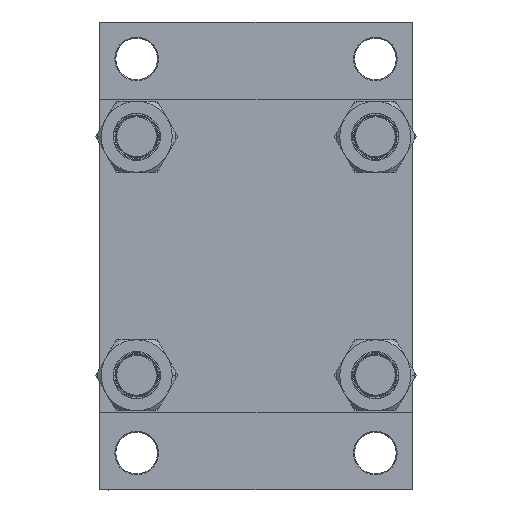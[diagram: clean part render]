
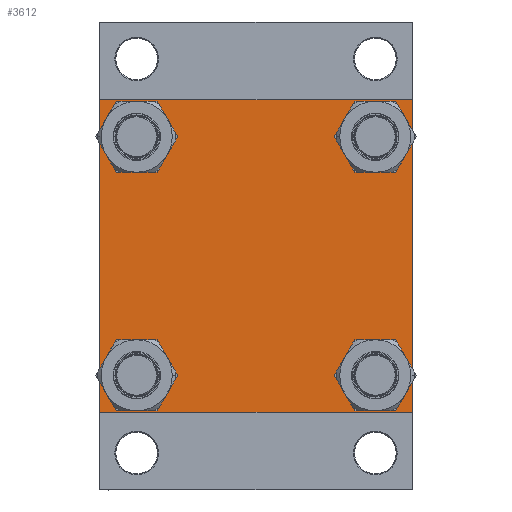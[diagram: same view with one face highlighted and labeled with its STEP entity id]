
A CAD part, left-side view. The second image highlights one B-rep face of the part: STEP entity #3612.
In plain terms, the highlighted planar face has unit normal (-1, 0, 0).
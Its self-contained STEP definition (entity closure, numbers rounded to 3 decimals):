
#90 = CARTESIAN_POINT ( 'NONE',  ( 0., 62.95, -62.95 ) ) ;
#219 = VECTOR ( 'NONE', #2204, 1000. ) ;
#275 = VERTEX_POINT ( 'NONE', #4383 ) ;
#961 = CARTESIAN_POINT ( 'NONE',  ( 0., 82.25, 82.25 ) ) ;
#1444 = EDGE_CURVE ( 'NONE', #5774, #5303, #5167, .T. ) ;
#2169 = CIRCLE ( 'NONE', #42262, 11.5 ) ;
#2204 = DIRECTION ( 'NONE',  ( 0., 0.707, 0.707 ) ) ;
#2477 = CARTESIAN_POINT ( 'NONE',  ( 0., -62.95, 51.45 ) ) ;
#2872 = CIRCLE ( 'NONE', #38323, 11.5 ) ;
#2912 = DIRECTION ( 'NONE',  ( 0., 0., 1. ) ) ;
#3232 = DIRECTION ( 'NONE',  ( -1., 0., 0. ) ) ;
#3332 = AXIS2_PLACEMENT_3D ( 'NONE', #12358, #20306, #20072 ) ;
#3612 = ADVANCED_FACE ( 'NONE', ( #10220, #40613, #24934, #43523, #7561 ), #39670, .T. ) ;
#3789 = CARTESIAN_POINT ( 'NONE',  ( 0., -62.95, 74.45 ) ) ;
#4065 = EDGE_CURVE ( 'NONE', #7805, #275, #2169, .T. ) ;
#4383 = CARTESIAN_POINT ( 'NONE',  ( 0., -62.95, -51.45 ) ) ;
#4839 = VECTOR ( 'NONE', #24387, 1000. ) ;
#4851 = ORIENTED_EDGE ( 'NONE', *, *, #19511, .T. ) ;
#4871 = CARTESIAN_POINT ( 'NONE',  ( 0., -82.25, 82.25 ) ) ;
#4879 = CIRCLE ( 'NONE', #3332, 11.5 ) ;
#5066 = CARTESIAN_POINT ( 'NONE',  ( 0., 62.95, 51.45 ) ) ;
#5167 = CIRCLE ( 'NONE', #39815, 11.5 ) ;
#5178 = LINE ( 'NONE', #36047, #44161 ) ;
#5218 = AXIS2_PLACEMENT_3D ( 'NONE', #11986, #16098, #34211 ) ;
#5303 = VERTEX_POINT ( 'NONE', #3789 ) ;
#5438 = VECTOR ( 'NONE', #33144, 1000. ) ;
#5458 = EDGE_LOOP ( 'NONE', ( #29736, #4851 ) ) ;
#5531 = DIRECTION ( 'NONE',  ( 0., 0., -1. ) ) ;
#5774 = VERTEX_POINT ( 'NONE', #2477 ) ;
#5822 = LINE ( 'NONE', #31649, #4839 ) ;
#6357 = CIRCLE ( 'NONE', #24839, 11.5 ) ;
#6459 = VERTEX_POINT ( 'NONE', #19179 ) ;
#7176 = DIRECTION ( 'NONE',  ( 1., 0., 0. ) ) ;
#7311 = CARTESIAN_POINT ( 'NONE',  ( 0., -82.5, 82.5 ) ) ;
#7561 = FACE_OUTER_BOUND ( 'NONE', #36181, .T. ) ;
#7805 = VERTEX_POINT ( 'NONE', #36471 ) ;
#7946 = DIRECTION ( 'NONE',  ( 1., 0., 0. ) ) ;
#8921 = ORIENTED_EDGE ( 'NONE', *, *, #42351, .T. ) ;
#9404 = CARTESIAN_POINT ( 'NONE',  ( 0., -62.95, -62.95 ) ) ;
#9854 = CARTESIAN_POINT ( 'NONE',  ( 0., 82.5, 82.5 ) ) ;
#9874 = EDGE_CURVE ( 'NONE', #29620, #18947, #40116, .T. ) ;
#10056 = ORIENTED_EDGE ( 'NONE', *, *, #28073, .T. ) ;
#10220 = FACE_BOUND ( 'NONE', #14099, .T. ) ;
#11986 = CARTESIAN_POINT ( 'NONE',  ( 0., -62.95, 62.95 ) ) ;
#12106 = ORIENTED_EDGE ( 'NONE', *, *, #1444, .T. ) ;
#12358 = CARTESIAN_POINT ( 'NONE',  ( 0., 62.95, 62.95 ) ) ;
#12493 = EDGE_CURVE ( 'NONE', #43989, #6459, #23851, .T. ) ;
#12620 = VECTOR ( 'NONE', #38987, 1000. ) ;
#12916 = LINE ( 'NONE', #27645, #12620 ) ;
#13025 = EDGE_CURVE ( 'NONE', #40781, #18659, #15493, .T. ) ;
#13833 = DIRECTION ( 'NONE',  ( 0., -0.707, -0.707 ) ) ;
#14099 = EDGE_LOOP ( 'NONE', ( #8921, #12106 ) ) ;
#14458 = VERTEX_POINT ( 'NONE', #28465 ) ;
#14846 = VERTEX_POINT ( 'NONE', #36551 ) ;
#15493 = LINE ( 'NONE', #7311, #5438 ) ;
#16098 = DIRECTION ( 'NONE',  ( 1., 0., 0. ) ) ;
#16164 = CARTESIAN_POINT ( 'NONE',  ( 0., 62.95, -74.45 ) ) ;
#16659 = CARTESIAN_POINT ( 'NONE',  ( 0., -82.5, 82. ) ) ;
#16915 = LINE ( 'NONE', #4871, #219 ) ;
#17270 = DIRECTION ( 'NONE',  ( 1., 0., 0. ) ) ;
#18572 = EDGE_CURVE ( 'NONE', #14846, #18659, #5822, .T. ) ;
#18659 = VERTEX_POINT ( 'NONE', #35982 ) ;
#18788 = EDGE_CURVE ( 'NONE', #35939, #19835, #6357, .T. ) ;
#18910 = EDGE_CURVE ( 'NONE', #14458, #43989, #45574, .T. ) ;
#18947 = VERTEX_POINT ( 'NONE', #21439 ) ;
#19179 = CARTESIAN_POINT ( 'NONE',  ( 0., 82.5, -82. ) ) ;
#19308 = AXIS2_PLACEMENT_3D ( 'NONE', #90, #41093, #47607 ) ;
#19511 = EDGE_CURVE ( 'NONE', #19835, #35939, #4879, .T. ) ;
#19835 = VERTEX_POINT ( 'NONE', #5066 ) ;
#20072 = DIRECTION ( 'NONE',  ( 0., 0., 1. ) ) ;
#20306 = DIRECTION ( 'NONE',  ( 1., 0., 0. ) ) ;
#20459 = ORIENTED_EDGE ( 'NONE', *, *, #35836, .T. ) ;
#20914 = CARTESIAN_POINT ( 'NONE',  ( 0., 82., -82.5 ) ) ;
#21241 = DIRECTION ( 'NONE',  ( 1., 0., 0. ) ) ;
#21439 = CARTESIAN_POINT ( 'NONE',  ( 0., 62.95, -51.45 ) ) ;
#21561 = CARTESIAN_POINT ( 'NONE',  ( 0., 0., 0. ) ) ;
#21656 = ORIENTED_EDGE ( 'NONE', *, *, #18572, .T. ) ;
#21697 = EDGE_CURVE ( 'NONE', #14458, #22684, #12916, .T. ) ;
#22684 = VERTEX_POINT ( 'NONE', #45203 ) ;
#23851 = LINE ( 'NONE', #9854, #30096 ) ;
#24387 = DIRECTION ( 'NONE',  ( 0., -0.707, 0.707 ) ) ;
#24839 = AXIS2_PLACEMENT_3D ( 'NONE', #33080, #7946, #25824 ) ;
#24934 = FACE_BOUND ( 'NONE', #35627, .T. ) ;
#25738 = ORIENTED_EDGE ( 'NONE', *, *, #4065, .T. ) ;
#25772 = AXIS2_PLACEMENT_3D ( 'NONE', #46223, #17270, #34921 ) ;
#25824 = DIRECTION ( 'NONE',  ( 0., 0., 1. ) ) ;
#26010 = CIRCLE ( 'NONE', #5218, 11.5 ) ;
#26771 = DIRECTION ( 'NONE',  ( 0., 0.707, -0.707 ) ) ;
#26857 = ORIENTED_EDGE ( 'NONE', *, *, #13025, .F. ) ;
#26928 = EDGE_LOOP ( 'NONE', ( #30382, #25738 ) ) ;
#27645 = CARTESIAN_POINT ( 'NONE',  ( 0., 82.5, 82.5 ) ) ;
#28073 = EDGE_CURVE ( 'NONE', #40781, #22684, #16915, .T. ) ;
#28465 = CARTESIAN_POINT ( 'NONE',  ( 0., 82., 82.5 ) ) ;
#28487 = CARTESIAN_POINT ( 'NONE',  ( 0., -62.95, -62.95 ) ) ;
#28881 = EDGE_CURVE ( 'NONE', #6459, #30091, #5178, .T. ) ;
#29111 = AXIS2_PLACEMENT_3D ( 'NONE', #21561, #3232, #32677 ) ;
#29149 = DIRECTION ( 'NONE',  ( 0., 0., 1. ) ) ;
#29457 = ORIENTED_EDGE ( 'NONE', *, *, #28881, .T. ) ;
#29506 = VECTOR ( 'NONE', #26771, 1000. ) ;
#29620 = VERTEX_POINT ( 'NONE', #16164 ) ;
#29736 = ORIENTED_EDGE ( 'NONE', *, *, #18788, .T. ) ;
#29809 = EDGE_CURVE ( 'NONE', #30091, #14846, #36892, .T. ) ;
#30091 = VERTEX_POINT ( 'NONE', #20914 ) ;
#30096 = VECTOR ( 'NONE', #5531, 1000. ) ;
#30337 = ORIENTED_EDGE ( 'NONE', *, *, #12493, .T. ) ;
#30356 = CARTESIAN_POINT ( 'NONE',  ( 0., 82.5, -82.5 ) ) ;
#30382 = ORIENTED_EDGE ( 'NONE', *, *, #41787, .T. ) ;
#31649 = CARTESIAN_POINT ( 'NONE',  ( 0., -82.25, -82.25 ) ) ;
#32249 = ORIENTED_EDGE ( 'NONE', *, *, #9874, .T. ) ;
#32677 = DIRECTION ( 'NONE',  ( 0., 0., 1. ) ) ;
#32711 = CIRCLE ( 'NONE', #25772, 11.5 ) ;
#33080 = CARTESIAN_POINT ( 'NONE',  ( 0., 62.95, 62.95 ) ) ;
#33144 = DIRECTION ( 'NONE',  ( 0., 0., -1. ) ) ;
#34055 = CARTESIAN_POINT ( 'NONE',  ( 0., 82.5, 82. ) ) ;
#34211 = DIRECTION ( 'NONE',  ( 0., 0., 1. ) ) ;
#34921 = DIRECTION ( 'NONE',  ( 0., 0., 1. ) ) ;
#34993 = VECTOR ( 'NONE', #45061, 1000. ) ;
#35627 = EDGE_LOOP ( 'NONE', ( #20459, #32249 ) ) ;
#35836 = EDGE_CURVE ( 'NONE', #18947, #29620, #32711, .T. ) ;
#35939 = VERTEX_POINT ( 'NONE', #36333 ) ;
#35982 = CARTESIAN_POINT ( 'NONE',  ( 0., -82.5, -82. ) ) ;
#36047 = CARTESIAN_POINT ( 'NONE',  ( 0., 82.25, -82.25 ) ) ;
#36181 = EDGE_LOOP ( 'NONE', ( #30337, #29457, #39277, #21656, #26857, #10056, #40746, #37014 ) ) ;
#36333 = CARTESIAN_POINT ( 'NONE',  ( 0., 62.95, 74.45 ) ) ;
#36471 = CARTESIAN_POINT ( 'NONE',  ( 0., -62.95, -74.45 ) ) ;
#36551 = CARTESIAN_POINT ( 'NONE',  ( 0., -82., -82.5 ) ) ;
#36892 = LINE ( 'NONE', #30356, #34993 ) ;
#37014 = ORIENTED_EDGE ( 'NONE', *, *, #18910, .T. ) ;
#38323 = AXIS2_PLACEMENT_3D ( 'NONE', #28487, #21241, #2912 ) ;
#38987 = DIRECTION ( 'NONE',  ( 0., -1., 0. ) ) ;
#39277 = ORIENTED_EDGE ( 'NONE', *, *, #29809, .T. ) ;
#39670 = PLANE ( 'NONE',  #29111 ) ;
#39815 = AXIS2_PLACEMENT_3D ( 'NONE', #40004, #7176, #29149 ) ;
#40004 = CARTESIAN_POINT ( 'NONE',  ( 0., -62.95, 62.95 ) ) ;
#40116 = CIRCLE ( 'NONE', #19308, 11.5 ) ;
#40613 = FACE_BOUND ( 'NONE', #26928, .T. ) ;
#40746 = ORIENTED_EDGE ( 'NONE', *, *, #21697, .F. ) ;
#40781 = VERTEX_POINT ( 'NONE', #16659 ) ;
#41093 = DIRECTION ( 'NONE',  ( 1., 0., 0. ) ) ;
#41787 = EDGE_CURVE ( 'NONE', #275, #7805, #2872, .T. ) ;
#42262 = AXIS2_PLACEMENT_3D ( 'NONE', #9404, #46293, #45819 ) ;
#42351 = EDGE_CURVE ( 'NONE', #5303, #5774, #26010, .T. ) ;
#43523 = FACE_BOUND ( 'NONE', #5458, .T. ) ;
#43989 = VERTEX_POINT ( 'NONE', #34055 ) ;
#44161 = VECTOR ( 'NONE', #13833, 1000. ) ;
#45061 = DIRECTION ( 'NONE',  ( 0., -1., 0. ) ) ;
#45203 = CARTESIAN_POINT ( 'NONE',  ( 0., -82., 82.5 ) ) ;
#45574 = LINE ( 'NONE', #961, #29506 ) ;
#45819 = DIRECTION ( 'NONE',  ( 0., 0., 1. ) ) ;
#46223 = CARTESIAN_POINT ( 'NONE',  ( 0., 62.95, -62.95 ) ) ;
#46293 = DIRECTION ( 'NONE',  ( 1., 0., 0. ) ) ;
#47607 = DIRECTION ( 'NONE',  ( 0., 0., 1. ) ) ;
